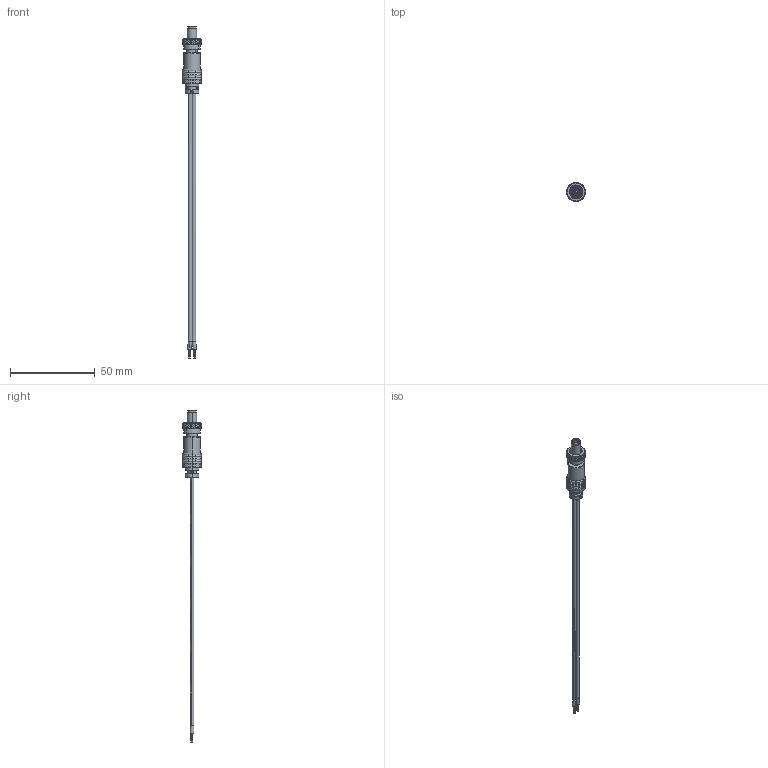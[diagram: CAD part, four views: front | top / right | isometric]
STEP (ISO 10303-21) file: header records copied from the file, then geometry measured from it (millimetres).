
FILE_DESCRIPTION (( 'STEP AP203' ), '1' );
FILE_NAME ('10-00113.step', '2016-09-15T23:31:12', ( '' ), ( '' ), 'SwSTEP 2.0', 'SolidWorks 2015', '' );
FILE_SCHEMA (( 'CONFIG_CONTROL_DESIGN' ));
Length unit declared in the file: millimetre
Products named in the file (10): 50-00010 locking ring; 50-00010 shell; 10-00113; 50-00010 shell 2; 50-00010; 24-00016; 50-00010 pin; 50-00010 interior shell; 30-00007_Stripped and tinned 5mm; 50-00010 insulator
Assembly tree (9 placements, depth 3):
  10-00113
    30-00007_Stripped and tinned 5mm
    24-00016
    50-00010
      50-00010 insulator
      50-00010 interior shell
      50-00010 locking ring
      50-00010 pin
      50-00010 shell 2
      50-00010 shell
Bounding box: 11 x 11 x 195.8 mm (x, y, z)
Volume: 3707.5 mm3; surface area: 19093.9 mm2
Topology: 179 solids, 179 shells, 2783 faces, 5908 edges, 3592 vertices
Faces by surface type: plane 1110, cylinder 809, bspline 786, torus 58, cone 20
Entity records: 98710 total; most frequent: CARTESIAN_POINT 45344, ORIENTED_EDGE 11812, DIRECTION 8399, EDGE_CURVE 5906, VERTEX_POINT 3592, AXIS2_PLACEMENT_3D 3412, B_SPLINE_CURVE_WITH_KNOTS 2929, EDGE_LOOP 2904
